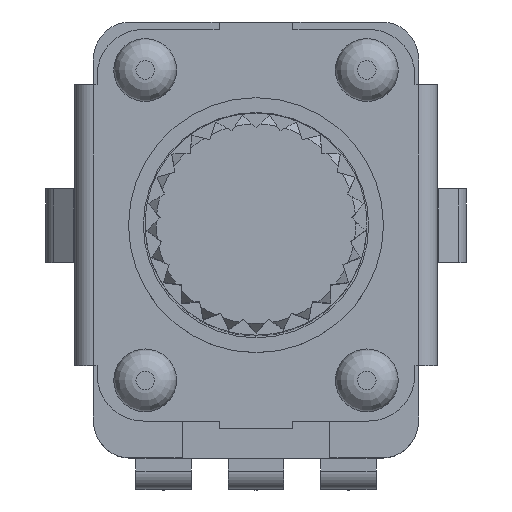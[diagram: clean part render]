
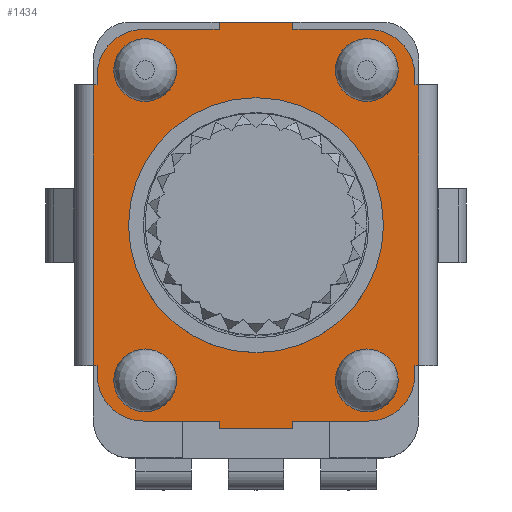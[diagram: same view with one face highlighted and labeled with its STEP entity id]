
A CAD part, top view. The second image highlights one B-rep face of the part: STEP entity #1434.
In plain terms, the highlighted planar face has unit normal (0, 0, 1).
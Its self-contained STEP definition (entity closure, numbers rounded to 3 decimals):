
#1325 = VERTEX_POINT('',#1326);
#1326 = CARTESIAN_POINT('',(-4.4,-3.8,6.8));
#1335 = VERTEX_POINT('',#1336);
#1336 = CARTESIAN_POINT('',(-4.4,3.8,6.8));
#1343 = EDGE_CURVE('',#1325,#1335,#1344,.T.);
#1344 = LINE('',#1345,#1346);
#1345 = CARTESIAN_POINT('',(-4.4,-3.8,6.8));
#1346 = VECTOR('',#1347,1.);
#1347 = DIRECTION('',(0.,1.,0.));
#1434 = ADVANCED_FACE('',(#1435,#1624,#1635,#1646,#1657,#1668),#1679,.F.
  );
#1435 = FACE_BOUND('',#1436,.F.);
#1436 = EDGE_LOOP('',(#1437,#1445,#1446,#1454,#1462,#1471,#1479,#1487,
    #1495,#1503,#1511,#1520,#1528,#1536,#1544,#1552,#1560,#1569,#1577,
    #1585,#1593,#1601,#1609,#1618));
#1437 = ORIENTED_EDGE('',*,*,#1438,.T.);
#1438 = EDGE_CURVE('',#1439,#1325,#1441,.T.);
#1439 = VERTEX_POINT('',#1440);
#1440 = CARTESIAN_POINT('',(-4.3,-3.8,6.8));
#1441 = LINE('',#1442,#1443);
#1442 = CARTESIAN_POINT('',(-4.3,-3.8,6.8));
#1443 = VECTOR('',#1444,1.);
#1444 = DIRECTION('',(-1.,0.,0.));
#1445 = ORIENTED_EDGE('',*,*,#1343,.T.);
#1446 = ORIENTED_EDGE('',*,*,#1447,.T.);
#1447 = EDGE_CURVE('',#1335,#1448,#1450,.T.);
#1448 = VERTEX_POINT('',#1449);
#1449 = CARTESIAN_POINT('',(-4.3,3.8,6.8));
#1450 = LINE('',#1451,#1452);
#1451 = CARTESIAN_POINT('',(-4.4,3.8,6.8));
#1452 = VECTOR('',#1453,1.);
#1453 = DIRECTION('',(1.,0.,0.));
#1454 = ORIENTED_EDGE('',*,*,#1455,.T.);
#1455 = EDGE_CURVE('',#1448,#1456,#1458,.T.);
#1456 = VERTEX_POINT('',#1457);
#1457 = CARTESIAN_POINT('',(-4.3,4.05,6.8));
#1458 = LINE('',#1459,#1460);
#1459 = CARTESIAN_POINT('',(-4.3,3.8,6.8));
#1460 = VECTOR('',#1461,1.);
#1461 = DIRECTION('',(0.,1.,0.));
#1462 = ORIENTED_EDGE('',*,*,#1463,.F.);
#1463 = EDGE_CURVE('',#1464,#1456,#1466,.T.);
#1464 = VERTEX_POINT('',#1465);
#1465 = CARTESIAN_POINT('',(-3.05,5.3,6.8));
#1466 = CIRCLE('',#1467,1.25);
#1467 = AXIS2_PLACEMENT_3D('',#1468,#1469,#1470);
#1468 = CARTESIAN_POINT('',(-3.05,4.05,6.8));
#1469 = DIRECTION('',(0.,0.,1.));
#1470 = DIRECTION('',(1.,0.,0.));
#1471 = ORIENTED_EDGE('',*,*,#1472,.T.);
#1472 = EDGE_CURVE('',#1464,#1473,#1475,.T.);
#1473 = VERTEX_POINT('',#1474);
#1474 = CARTESIAN_POINT('',(-1.,5.3,6.8));
#1475 = LINE('',#1476,#1477);
#1476 = CARTESIAN_POINT('',(-3.05,5.3,6.8));
#1477 = VECTOR('',#1478,1.);
#1478 = DIRECTION('',(1.,0.,0.));
#1479 = ORIENTED_EDGE('',*,*,#1480,.T.);
#1480 = EDGE_CURVE('',#1473,#1481,#1483,.T.);
#1481 = VERTEX_POINT('',#1482);
#1482 = CARTESIAN_POINT('',(-1.,5.5,6.8));
#1483 = LINE('',#1484,#1485);
#1484 = CARTESIAN_POINT('',(-1.,5.3,6.8));
#1485 = VECTOR('',#1486,1.);
#1486 = DIRECTION('',(0.,1.,0.));
#1487 = ORIENTED_EDGE('',*,*,#1488,.T.);
#1488 = EDGE_CURVE('',#1481,#1489,#1491,.T.);
#1489 = VERTEX_POINT('',#1490);
#1490 = CARTESIAN_POINT('',(1.,5.5,6.8));
#1491 = LINE('',#1492,#1493);
#1492 = CARTESIAN_POINT('',(-1.,5.5,6.8));
#1493 = VECTOR('',#1494,1.);
#1494 = DIRECTION('',(1.,0.,0.));
#1495 = ORIENTED_EDGE('',*,*,#1496,.T.);
#1496 = EDGE_CURVE('',#1489,#1497,#1499,.T.);
#1497 = VERTEX_POINT('',#1498);
#1498 = CARTESIAN_POINT('',(1.,5.3,6.8));
#1499 = LINE('',#1500,#1501);
#1500 = CARTESIAN_POINT('',(1.,5.5,6.8));
#1501 = VECTOR('',#1502,1.);
#1502 = DIRECTION('',(0.,-1.,0.));
#1503 = ORIENTED_EDGE('',*,*,#1504,.T.);
#1504 = EDGE_CURVE('',#1497,#1505,#1507,.T.);
#1505 = VERTEX_POINT('',#1506);
#1506 = CARTESIAN_POINT('',(3.05,5.3,6.8));
#1507 = LINE('',#1508,#1509);
#1508 = CARTESIAN_POINT('',(1.,5.3,6.8));
#1509 = VECTOR('',#1510,1.);
#1510 = DIRECTION('',(1.,0.,0.));
#1511 = ORIENTED_EDGE('',*,*,#1512,.F.);
#1512 = EDGE_CURVE('',#1513,#1505,#1515,.T.);
#1513 = VERTEX_POINT('',#1514);
#1514 = CARTESIAN_POINT('',(4.3,4.05,6.8));
#1515 = CIRCLE('',#1516,1.25);
#1516 = AXIS2_PLACEMENT_3D('',#1517,#1518,#1519);
#1517 = CARTESIAN_POINT('',(3.05,4.05,6.8));
#1518 = DIRECTION('',(0.,0.,1.));
#1519 = DIRECTION('',(1.,0.,0.));
#1520 = ORIENTED_EDGE('',*,*,#1521,.T.);
#1521 = EDGE_CURVE('',#1513,#1522,#1524,.T.);
#1522 = VERTEX_POINT('',#1523);
#1523 = CARTESIAN_POINT('',(4.3,3.8,6.8));
#1524 = LINE('',#1525,#1526);
#1525 = CARTESIAN_POINT('',(4.3,4.05,6.8));
#1526 = VECTOR('',#1527,1.);
#1527 = DIRECTION('',(0.,-1.,0.));
#1528 = ORIENTED_EDGE('',*,*,#1529,.T.);
#1529 = EDGE_CURVE('',#1522,#1530,#1532,.T.);
#1530 = VERTEX_POINT('',#1531);
#1531 = CARTESIAN_POINT('',(4.4,3.8,6.8));
#1532 = LINE('',#1533,#1534);
#1533 = CARTESIAN_POINT('',(4.3,3.8,6.8));
#1534 = VECTOR('',#1535,1.);
#1535 = DIRECTION('',(1.,0.,0.));
#1536 = ORIENTED_EDGE('',*,*,#1537,.T.);
#1537 = EDGE_CURVE('',#1530,#1538,#1540,.T.);
#1538 = VERTEX_POINT('',#1539);
#1539 = CARTESIAN_POINT('',(4.4,-3.8,6.8));
#1540 = LINE('',#1541,#1542);
#1541 = CARTESIAN_POINT('',(4.4,3.8,6.8));
#1542 = VECTOR('',#1543,1.);
#1543 = DIRECTION('',(0.,-1.,0.));
#1544 = ORIENTED_EDGE('',*,*,#1545,.T.);
#1545 = EDGE_CURVE('',#1538,#1546,#1548,.T.);
#1546 = VERTEX_POINT('',#1547);
#1547 = CARTESIAN_POINT('',(4.3,-3.8,6.8));
#1548 = LINE('',#1549,#1550);
#1549 = CARTESIAN_POINT('',(4.4,-3.8,6.8));
#1550 = VECTOR('',#1551,1.);
#1551 = DIRECTION('',(-1.,0.,0.));
#1552 = ORIENTED_EDGE('',*,*,#1553,.T.);
#1553 = EDGE_CURVE('',#1546,#1554,#1556,.T.);
#1554 = VERTEX_POINT('',#1555);
#1555 = CARTESIAN_POINT('',(4.3,-4.05,6.8));
#1556 = LINE('',#1557,#1558);
#1557 = CARTESIAN_POINT('',(4.3,-3.8,6.8));
#1558 = VECTOR('',#1559,1.);
#1559 = DIRECTION('',(0.,-1.,0.));
#1560 = ORIENTED_EDGE('',*,*,#1561,.F.);
#1561 = EDGE_CURVE('',#1562,#1554,#1564,.T.);
#1562 = VERTEX_POINT('',#1563);
#1563 = CARTESIAN_POINT('',(3.05,-5.3,6.8));
#1564 = CIRCLE('',#1565,1.25);
#1565 = AXIS2_PLACEMENT_3D('',#1566,#1567,#1568);
#1566 = CARTESIAN_POINT('',(3.05,-4.05,6.8));
#1567 = DIRECTION('',(0.,0.,1.));
#1568 = DIRECTION('',(1.,0.,0.));
#1569 = ORIENTED_EDGE('',*,*,#1570,.F.);
#1570 = EDGE_CURVE('',#1571,#1562,#1573,.T.);
#1571 = VERTEX_POINT('',#1572);
#1572 = CARTESIAN_POINT('',(1.,-5.3,6.8));
#1573 = LINE('',#1574,#1575);
#1574 = CARTESIAN_POINT('',(1.,-5.3,6.8));
#1575 = VECTOR('',#1576,1.);
#1576 = DIRECTION('',(1.,0.,0.));
#1577 = ORIENTED_EDGE('',*,*,#1578,.F.);
#1578 = EDGE_CURVE('',#1579,#1571,#1581,.T.);
#1579 = VERTEX_POINT('',#1580);
#1580 = CARTESIAN_POINT('',(1.,-5.5,6.8));
#1581 = LINE('',#1582,#1583);
#1582 = CARTESIAN_POINT('',(1.,-5.5,6.8));
#1583 = VECTOR('',#1584,1.);
#1584 = DIRECTION('',(0.,1.,0.));
#1585 = ORIENTED_EDGE('',*,*,#1586,.F.);
#1586 = EDGE_CURVE('',#1587,#1579,#1589,.T.);
#1587 = VERTEX_POINT('',#1588);
#1588 = CARTESIAN_POINT('',(-1.,-5.5,6.8));
#1589 = LINE('',#1590,#1591);
#1590 = CARTESIAN_POINT('',(-1.,-5.5,6.8));
#1591 = VECTOR('',#1592,1.);
#1592 = DIRECTION('',(1.,0.,0.));
#1593 = ORIENTED_EDGE('',*,*,#1594,.F.);
#1594 = EDGE_CURVE('',#1595,#1587,#1597,.T.);
#1595 = VERTEX_POINT('',#1596);
#1596 = CARTESIAN_POINT('',(-1.,-5.3,6.8));
#1597 = LINE('',#1598,#1599);
#1598 = CARTESIAN_POINT('',(-1.,-5.3,6.8));
#1599 = VECTOR('',#1600,1.);
#1600 = DIRECTION('',(0.,-1.,0.));
#1601 = ORIENTED_EDGE('',*,*,#1602,.F.);
#1602 = EDGE_CURVE('',#1603,#1595,#1605,.T.);
#1603 = VERTEX_POINT('',#1604);
#1604 = CARTESIAN_POINT('',(-3.05,-5.3,6.8));
#1605 = LINE('',#1606,#1607);
#1606 = CARTESIAN_POINT('',(-3.05,-5.3,6.8));
#1607 = VECTOR('',#1608,1.);
#1608 = DIRECTION('',(1.,0.,0.));
#1609 = ORIENTED_EDGE('',*,*,#1610,.F.);
#1610 = EDGE_CURVE('',#1611,#1603,#1613,.T.);
#1611 = VERTEX_POINT('',#1612);
#1612 = CARTESIAN_POINT('',(-4.3,-4.05,6.8));
#1613 = CIRCLE('',#1614,1.25);
#1614 = AXIS2_PLACEMENT_3D('',#1615,#1616,#1617);
#1615 = CARTESIAN_POINT('',(-3.05,-4.05,6.8));
#1616 = DIRECTION('',(0.,0.,1.));
#1617 = DIRECTION('',(1.,0.,0.));
#1618 = ORIENTED_EDGE('',*,*,#1619,.F.);
#1619 = EDGE_CURVE('',#1439,#1611,#1620,.T.);
#1620 = LINE('',#1621,#1622);
#1621 = CARTESIAN_POINT('',(-4.3,-3.8,6.8));
#1622 = VECTOR('',#1623,1.);
#1623 = DIRECTION('',(0.,-1.,0.));
#1624 = FACE_BOUND('',#1625,.F.);
#1625 = EDGE_LOOP('',(#1626));
#1626 = ORIENTED_EDGE('',*,*,#1627,.T.);
#1627 = EDGE_CURVE('',#1628,#1628,#1630,.T.);
#1628 = VERTEX_POINT('',#1629);
#1629 = CARTESIAN_POINT('',(3.85,-4.2,6.8));
#1630 = CIRCLE('',#1631,0.85);
#1631 = AXIS2_PLACEMENT_3D('',#1632,#1633,#1634);
#1632 = CARTESIAN_POINT('',(3.,-4.2,6.8));
#1633 = DIRECTION('',(0.,0.,1.));
#1634 = DIRECTION('',(1.,0.,0.));
#1635 = FACE_BOUND('',#1636,.F.);
#1636 = EDGE_LOOP('',(#1637));
#1637 = ORIENTED_EDGE('',*,*,#1638,.T.);
#1638 = EDGE_CURVE('',#1639,#1639,#1641,.T.);
#1639 = VERTEX_POINT('',#1640);
#1640 = CARTESIAN_POINT('',(3.45,0.,6.8));
#1641 = CIRCLE('',#1642,3.45);
#1642 = AXIS2_PLACEMENT_3D('',#1643,#1644,#1645);
#1643 = CARTESIAN_POINT('',(0.,0.,6.8));
#1644 = DIRECTION('',(0.,0.,1.));
#1645 = DIRECTION('',(1.,0.,0.));
#1646 = FACE_BOUND('',#1647,.F.);
#1647 = EDGE_LOOP('',(#1648));
#1648 = ORIENTED_EDGE('',*,*,#1649,.T.);
#1649 = EDGE_CURVE('',#1650,#1650,#1652,.T.);
#1650 = VERTEX_POINT('',#1651);
#1651 = CARTESIAN_POINT('',(3.85,4.2,6.8));
#1652 = CIRCLE('',#1653,0.85);
#1653 = AXIS2_PLACEMENT_3D('',#1654,#1655,#1656);
#1654 = CARTESIAN_POINT('',(3.,4.2,6.8));
#1655 = DIRECTION('',(0.,0.,1.));
#1656 = DIRECTION('',(1.,0.,0.));
#1657 = FACE_BOUND('',#1658,.F.);
#1658 = EDGE_LOOP('',(#1659));
#1659 = ORIENTED_EDGE('',*,*,#1660,.T.);
#1660 = EDGE_CURVE('',#1661,#1661,#1663,.T.);
#1661 = VERTEX_POINT('',#1662);
#1662 = CARTESIAN_POINT('',(-2.15,4.2,6.8));
#1663 = CIRCLE('',#1664,0.85);
#1664 = AXIS2_PLACEMENT_3D('',#1665,#1666,#1667);
#1665 = CARTESIAN_POINT('',(-3.,4.2,6.8));
#1666 = DIRECTION('',(0.,0.,1.));
#1667 = DIRECTION('',(1.,0.,0.));
#1668 = FACE_BOUND('',#1669,.F.);
#1669 = EDGE_LOOP('',(#1670));
#1670 = ORIENTED_EDGE('',*,*,#1671,.T.);
#1671 = EDGE_CURVE('',#1672,#1672,#1674,.T.);
#1672 = VERTEX_POINT('',#1673);
#1673 = CARTESIAN_POINT('',(-2.15,-4.2,6.8));
#1674 = CIRCLE('',#1675,0.85);
#1675 = AXIS2_PLACEMENT_3D('',#1676,#1677,#1678);
#1676 = CARTESIAN_POINT('',(-3.,-4.2,6.8));
#1677 = DIRECTION('',(0.,0.,1.));
#1678 = DIRECTION('',(1.,0.,0.));
#1679 = PLANE('',#1680);
#1680 = AXIS2_PLACEMENT_3D('',#1681,#1682,#1683);
#1681 = CARTESIAN_POINT('',(0.,0.,6.8));
#1682 = DIRECTION('',(-0.,-0.,-1.));
#1683 = DIRECTION('',(-1.,0.,0.));
